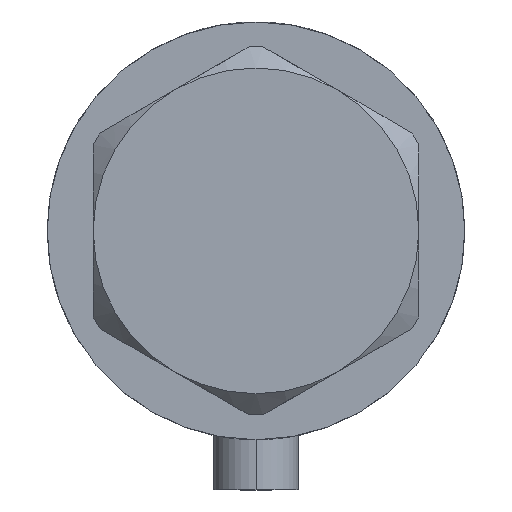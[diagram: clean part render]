
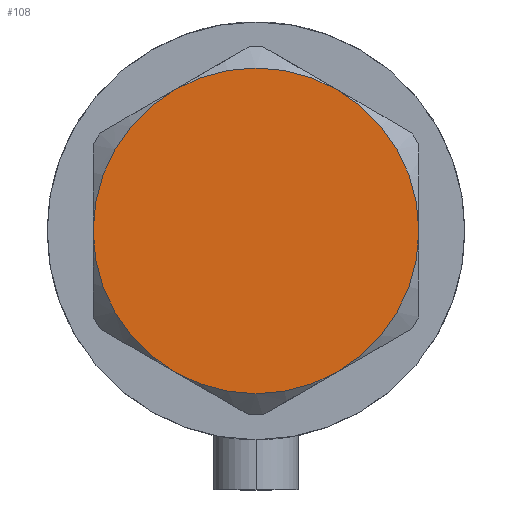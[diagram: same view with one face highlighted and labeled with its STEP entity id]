
A CAD part, left-side view. The second image highlights one B-rep face of the part: STEP entity #108.
In plain terms, the highlighted face is planar.
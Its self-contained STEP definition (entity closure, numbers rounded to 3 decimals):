
#11 = AXIS2_PLACEMENT_3D ( 'NONE', #2454, #1357, #3523 ) ;
#51 = DIRECTION ( 'NONE',  ( 0., 0., 1. ) ) ;
#101 = ORIENTED_EDGE ( 'NONE', *, *, #3363, .T. ) ;
#108 = ADVANCED_FACE ( 'NONE', ( #2905 ), #1349, .T. ) ;
#222 = CARTESIAN_POINT ( 'NONE',  ( 0., 0., 13. ) ) ;
#327 = EDGE_CURVE ( 'NONE', #1263, #3660, #2801, .T. ) ;
#394 = VERTEX_POINT ( 'NONE', #4519 ) ;
#447 = DIRECTION ( 'NONE',  ( 1., 0., 0. ) ) ;
#455 = ORIENTED_EDGE ( 'NONE', *, *, #327, .T. ) ;
#469 = CARTESIAN_POINT ( 'NONE',  ( -23., 0., 13. ) ) ;
#479 = DIRECTION ( 'NONE',  ( 1., 0., 0. ) ) ;
#540 = CARTESIAN_POINT ( 'NONE',  ( 0., 0., 13. ) ) ;
#639 = DIRECTION ( 'NONE',  ( 0., 0., 1. ) ) ;
#680 = DIRECTION ( 'NONE',  ( 0., 0., 1. ) ) ;
#755 = VERTEX_POINT ( 'NONE', #2591 ) ;
#795 = EDGE_LOOP ( 'NONE', ( #2034, #3343, #101, #455, #2671, #4719 ) ) ;
#801 = CARTESIAN_POINT ( 'NONE',  ( 23., 0., 13. ) ) ;
#847 = EDGE_CURVE ( 'NONE', #4362, #394, #884, .T. ) ;
#884 = CIRCLE ( 'NONE', #3966, 23. ) ;
#1263 = VERTEX_POINT ( 'NONE', #4296 ) ;
#1349 = PLANE ( 'NONE',  #2265 ) ;
#1357 = DIRECTION ( 'NONE',  ( 0., 0., 1. ) ) ;
#1426 = DIRECTION ( 'NONE',  ( 1., 0., 0. ) ) ;
#1643 = DIRECTION ( 'NONE',  ( 0., 0., 1. ) ) ;
#1657 = CARTESIAN_POINT ( 'NONE',  ( -11.5, -19.919, 13. ) ) ;
#1704 = DIRECTION ( 'NONE',  ( 0., 0., 1. ) ) ;
#1713 = AXIS2_PLACEMENT_3D ( 'NONE', #2843, #680, #1847 ) ;
#1738 = AXIS2_PLACEMENT_3D ( 'NONE', #3751, #51, #447 ) ;
#1847 = DIRECTION ( 'NONE',  ( 1., 0., 0. ) ) ;
#1943 = CIRCLE ( 'NONE', #1713, 23. ) ;
#1966 = EDGE_CURVE ( 'NONE', #3660, #2862, #2050, .T. ) ;
#2034 = ORIENTED_EDGE ( 'NONE', *, *, #3524, .T. ) ;
#2050 = CIRCLE ( 'NONE', #4754, 23. ) ;
#2173 = AXIS2_PLACEMENT_3D ( 'NONE', #222, #1704, #4695 ) ;
#2184 = CARTESIAN_POINT ( 'NONE',  ( 0., 0., 13. ) ) ;
#2224 = DIRECTION ( 'NONE',  ( 1., 0., 0. ) ) ;
#2265 = AXIS2_PLACEMENT_3D ( 'NONE', #2184, #639, #1426 ) ;
#2311 = CARTESIAN_POINT ( 'NONE',  ( 0., 0., 13. ) ) ;
#2454 = CARTESIAN_POINT ( 'NONE',  ( 0., 0., 13. ) ) ;
#2591 = CARTESIAN_POINT ( 'NONE',  ( 11.5, -19.919, 13. ) ) ;
#2671 = ORIENTED_EDGE ( 'NONE', *, *, #1966, .T. ) ;
#2801 = CIRCLE ( 'NONE', #1738, 23. ) ;
#2843 = CARTESIAN_POINT ( 'NONE',  ( 0., 0., 13. ) ) ;
#2862 = VERTEX_POINT ( 'NONE', #1657 ) ;
#2905 = FACE_OUTER_BOUND ( 'NONE', #795, .T. ) ;
#2937 = DIRECTION ( 'NONE',  ( 0., 0., 1. ) ) ;
#2955 = EDGE_CURVE ( 'NONE', #2862, #755, #3780, .T. ) ;
#3343 = ORIENTED_EDGE ( 'NONE', *, *, #847, .T. ) ;
#3363 = EDGE_CURVE ( 'NONE', #394, #1263, #1943, .T. ) ;
#3523 = DIRECTION ( 'NONE',  ( 1., 0., 0. ) ) ;
#3524 = EDGE_CURVE ( 'NONE', #755, #4362, #4160, .T. ) ;
#3660 = VERTEX_POINT ( 'NONE', #469 ) ;
#3751 = CARTESIAN_POINT ( 'NONE',  ( 0., 0., 13. ) ) ;
#3780 = CIRCLE ( 'NONE', #2173, 23. ) ;
#3966 = AXIS2_PLACEMENT_3D ( 'NONE', #2311, #1643, #479 ) ;
#4160 = CIRCLE ( 'NONE', #11, 23. ) ;
#4296 = CARTESIAN_POINT ( 'NONE',  ( -11.5, 19.919, 13. ) ) ;
#4362 = VERTEX_POINT ( 'NONE', #801 ) ;
#4519 = CARTESIAN_POINT ( 'NONE',  ( 11.5, 19.919, 13. ) ) ;
#4695 = DIRECTION ( 'NONE',  ( 1., 0., 0. ) ) ;
#4719 = ORIENTED_EDGE ( 'NONE', *, *, #2955, .T. ) ;
#4754 = AXIS2_PLACEMENT_3D ( 'NONE', #540, #2937, #2224 ) ;
